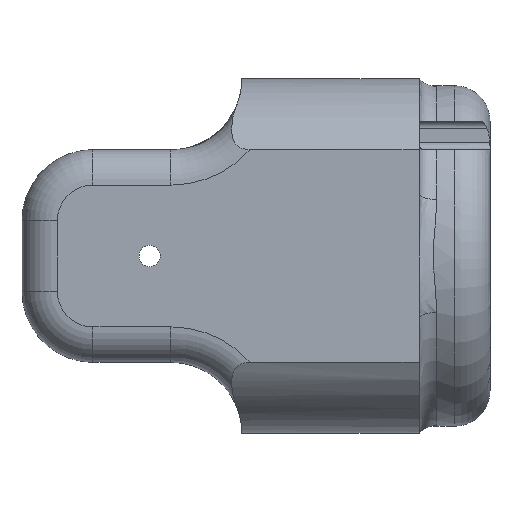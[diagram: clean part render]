
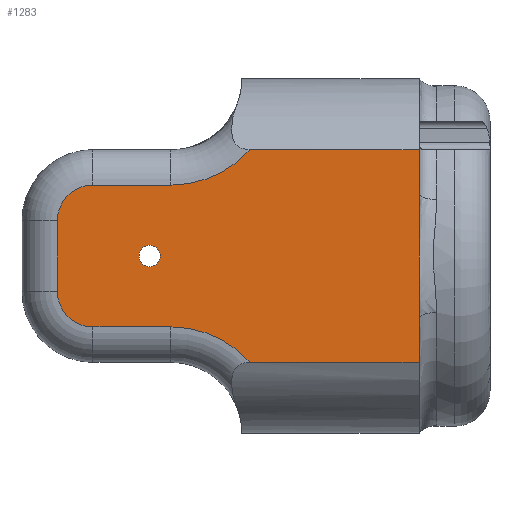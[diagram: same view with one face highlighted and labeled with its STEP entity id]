
A CAD part, front view. The second image highlights one B-rep face of the part: STEP entity #1283.
In plain terms, the highlighted planar face has unit normal (0, -1, 0).
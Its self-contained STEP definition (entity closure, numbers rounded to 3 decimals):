
#1 = VERTEX_POINT ( 'NONE', #1550 ) ;
#22 = CARTESIAN_POINT ( 'NONE',  ( -23., 0., -5. ) ) ;
#24 = AXIS2_PLACEMENT_3D ( 'NONE', #2595, #3107, #2614 ) ;
#28 = ORIENTED_EDGE ( 'NONE', *, *, #2866, .T. ) ;
#92 = VERTEX_POINT ( 'NONE', #2993 ) ;
#100 = CARTESIAN_POINT ( 'NONE',  ( -18., 0., 10. ) ) ;
#134 = CARTESIAN_POINT ( 'NONE',  ( 28., 0., -15. ) ) ;
#158 = EDGE_CURVE ( 'NONE', #291, #2719, #444, .T. ) ;
#186 = DIRECTION ( 'NONE',  ( 0., 1., 0. ) ) ;
#230 = ORIENTED_EDGE ( 'NONE', *, *, #387, .T. ) ;
#238 = CARTESIAN_POINT ( 'NONE',  ( -18., 0., 5. ) ) ;
#239 = VERTEX_POINT ( 'NONE', #415 ) ;
#251 = ORIENTED_EDGE ( 'NONE', *, *, #1922, .T. ) ;
#279 = VECTOR ( 'NONE', #2000, 1000. ) ;
#291 = VERTEX_POINT ( 'NONE', #2201 ) ;
#325 = AXIS2_PLACEMENT_3D ( 'NONE', #2335, #906, #695 ) ;
#334 = DIRECTION ( 'NONE',  ( 0., 0., -1. ) ) ;
#335 = CARTESIAN_POINT ( 'NONE',  ( 28., 0., -15. ) ) ;
#370 = VECTOR ( 'NONE', #693, 1000. ) ;
#387 = EDGE_CURVE ( 'NONE', #2701, #1036, #1322, .T. ) ;
#415 = CARTESIAN_POINT ( 'NONE',  ( 28., 0., 8.789 ) ) ;
#444 = LINE ( 'NONE', #687, #2180 ) ;
#451 = CARTESIAN_POINT ( 'NONE',  ( 28., 0., 15. ) ) ;
#477 = CARTESIAN_POINT ( 'NONE',  ( 28., 0., -15. ) ) ;
#497 = DIRECTION ( 'NONE',  ( 0., 0., -1. ) ) ;
#509 = ORIENTED_EDGE ( 'NONE', *, *, #2321, .T. ) ;
#535 = EDGE_CURVE ( 'NONE', #740, #92, #2546, .T. ) ;
#567 = ORIENTED_EDGE ( 'NONE', *, *, #158, .T. ) ;
#570 = AXIS2_PLACEMENT_3D ( 'NONE', #1584, #1359, #2019 ) ;
#571 = EDGE_CURVE ( 'NONE', #740, #1278, #1190, .T. ) ;
#587 = ORIENTED_EDGE ( 'NONE', *, *, #2031, .F. ) ;
#687 = CARTESIAN_POINT ( 'NONE',  ( -23., 0., -5. ) ) ;
#693 = DIRECTION ( 'NONE',  ( 1., 0., 0. ) ) ;
#695 = DIRECTION ( 'NONE',  ( 0., 0., -1. ) ) ;
#740 = VERTEX_POINT ( 'NONE', #3032 ) ;
#754 = ORIENTED_EDGE ( 'NONE', *, *, #3144, .T. ) ;
#843 = VERTEX_POINT ( 'NONE', #887 ) ;
#887 = CARTESIAN_POINT ( 'NONE',  ( 28., 0., -15. ) ) ;
#906 = DIRECTION ( 'NONE',  ( 0., 1., 0. ) ) ;
#907 = ORIENTED_EDGE ( 'NONE', *, *, #571, .F. ) ;
#972 = CARTESIAN_POINT ( 'NONE',  ( 3., 0., 15. ) ) ;
#983 = CIRCLE ( 'NONE', #3018, 1.5 ) ;
#1036 = VERTEX_POINT ( 'NONE', #2992 ) ;
#1063 = DIRECTION ( 'NONE',  ( -1., 0., 0. ) ) ;
#1070 = EDGE_LOOP ( 'NONE', ( #509, #230, #1267, #2677, #587, #1901, #907, #1287, #28, #2276, #567, #1394 ) ) ;
#1124 = FACE_OUTER_BOUND ( 'NONE', #1070, .T. ) ;
#1145 = CARTESIAN_POINT ( 'NONE',  ( -7., 0., 25. ) ) ;
#1178 = VECTOR ( 'NONE', #2291, 1000. ) ;
#1186 = EDGE_CURVE ( 'NONE', #2152, #291, #1324, .T. ) ;
#1190 = LINE ( 'NONE', #972, #370 ) ;
#1200 = DIRECTION ( 'NONE',  ( 0., 0., -1. ) ) ;
#1267 = ORIENTED_EDGE ( 'NONE', *, *, #3066, .F. ) ;
#1278 = VERTEX_POINT ( 'NONE', #451 ) ;
#1283 = ADVANCED_FACE ( 'NONE', ( #2770, #1124 ), #3059, .T. ) ;
#1287 = ORIENTED_EDGE ( 'NONE', *, *, #535, .T. ) ;
#1322 = CIRCLE ( 'NONE', #1627, 15. ) ;
#1324 = CIRCLE ( 'NONE', #3111, 5. ) ;
#1331 = CIRCLE ( 'NONE', #325, 1.5 ) ;
#1340 = LINE ( 'NONE', #2307, #279 ) ;
#1354 = EDGE_CURVE ( 'NONE', #1, #843, #2299, .T. ) ;
#1359 = DIRECTION ( 'NONE',  ( 0., -1., 0. ) ) ;
#1394 = ORIENTED_EDGE ( 'NONE', *, *, #2103, .T. ) ;
#1414 = EDGE_CURVE ( 'NONE', #1278, #239, #2606, .T. ) ;
#1418 = DIRECTION ( 'NONE',  ( 0., 0., -1. ) ) ;
#1550 = CARTESIAN_POINT ( 'NONE',  ( 28., 0., -8.789 ) ) ;
#1584 = CARTESIAN_POINT ( 'NONE',  ( 0., 0., 0. ) ) ;
#1589 = VECTOR ( 'NONE', #2222, 1000. ) ;
#1627 = AXIS2_PLACEMENT_3D ( 'NONE', #3081, #186, #2791 ) ;
#1685 = VECTOR ( 'NONE', #2799, 1000. ) ;
#1742 = CIRCLE ( 'NONE', #24, 5. ) ;
#1759 = EDGE_LOOP ( 'NONE', ( #754, #251 ) ) ;
#1840 = VECTOR ( 'NONE', #1063, 1000. ) ;
#1901 = ORIENTED_EDGE ( 'NONE', *, *, #1414, .F. ) ;
#1922 = EDGE_CURVE ( 'NONE', #3121, #3141, #983, .T. ) ;
#2000 = DIRECTION ( 'NONE',  ( 0., 0., -1. ) ) ;
#2019 = DIRECTION ( 'NONE',  ( 0., 0., -1. ) ) ;
#2031 = EDGE_CURVE ( 'NONE', #239, #1, #1340, .T. ) ;
#2087 = VECTOR ( 'NONE', #1200, 1000. ) ;
#2103 = EDGE_CURVE ( 'NONE', #2719, #2739, #1742, .T. ) ;
#2126 = DIRECTION ( 'NONE',  ( 0., -1., 0. ) ) ;
#2148 = DIRECTION ( 'NONE',  ( 0., 0., -1. ) ) ;
#2152 = VERTEX_POINT ( 'NONE', #2871 ) ;
#2180 = VECTOR ( 'NONE', #1418, 1000. ) ;
#2201 = CARTESIAN_POINT ( 'NONE',  ( -23., 0., 5. ) ) ;
#2222 = DIRECTION ( 'NONE',  ( 1., 0., 0. ) ) ;
#2276 = ORIENTED_EDGE ( 'NONE', *, *, #1186, .T. ) ;
#2291 = DIRECTION ( 'NONE',  ( -1., 0., 0. ) ) ;
#2299 = LINE ( 'NONE', #134, #1685 ) ;
#2307 = CARTESIAN_POINT ( 'NONE',  ( 28., 0., -15. ) ) ;
#2321 = EDGE_CURVE ( 'NONE', #2739, #2701, #2885, .T. ) ;
#2335 = CARTESIAN_POINT ( 'NONE',  ( -10., 0., 0. ) ) ;
#2425 = CARTESIAN_POINT ( 'NONE',  ( -7., 0., -10. ) ) ;
#2440 = AXIS2_PLACEMENT_3D ( 'NONE', #1145, #2626, #497 ) ;
#2497 = CARTESIAN_POINT ( 'NONE',  ( -7., 0., -10. ) ) ;
#2502 = DIRECTION ( 'NONE',  ( 0., 1., 0. ) ) ;
#2546 = CIRCLE ( 'NONE', #2440, 15. ) ;
#2569 = CARTESIAN_POINT ( 'NONE',  ( -10., 0., -1.5 ) ) ;
#2595 = CARTESIAN_POINT ( 'NONE',  ( -18., 0., -5. ) ) ;
#2606 = LINE ( 'NONE', #477, #2087 ) ;
#2614 = DIRECTION ( 'NONE',  ( 0., 0., -1. ) ) ;
#2626 = DIRECTION ( 'NONE',  ( 0., 1., 0. ) ) ;
#2677 = ORIENTED_EDGE ( 'NONE', *, *, #1354, .F. ) ;
#2701 = VERTEX_POINT ( 'NONE', #2425 ) ;
#2719 = VERTEX_POINT ( 'NONE', #22 ) ;
#2731 = CARTESIAN_POINT ( 'NONE',  ( -10., 0., 0. ) ) ;
#2739 = VERTEX_POINT ( 'NONE', #2933 ) ;
#2752 = LINE ( 'NONE', #100, #1840 ) ;
#2763 = LINE ( 'NONE', #335, #1178 ) ;
#2770 = FACE_BOUND ( 'NONE', #1759, .T. ) ;
#2791 = DIRECTION ( 'NONE',  ( 0., 0., -1. ) ) ;
#2799 = DIRECTION ( 'NONE',  ( 0., 0., -1. ) ) ;
#2828 = CARTESIAN_POINT ( 'NONE',  ( -10., 0., 1.5 ) ) ;
#2866 = EDGE_CURVE ( 'NONE', #92, #2152, #2752, .T. ) ;
#2871 = CARTESIAN_POINT ( 'NONE',  ( -18., 0., 10. ) ) ;
#2885 = LINE ( 'NONE', #2497, #1589 ) ;
#2933 = CARTESIAN_POINT ( 'NONE',  ( -18., 0., -10. ) ) ;
#2992 = CARTESIAN_POINT ( 'NONE',  ( 4.18, 0., -15. ) ) ;
#2993 = CARTESIAN_POINT ( 'NONE',  ( -7., 0., 10. ) ) ;
#3018 = AXIS2_PLACEMENT_3D ( 'NONE', #2731, #2502, #334 ) ;
#3032 = CARTESIAN_POINT ( 'NONE',  ( 4.18, 0., 15. ) ) ;
#3059 = PLANE ( 'NONE',  #570 ) ;
#3066 = EDGE_CURVE ( 'NONE', #843, #1036, #2763, .T. ) ;
#3081 = CARTESIAN_POINT ( 'NONE',  ( -7., 0., -25. ) ) ;
#3107 = DIRECTION ( 'NONE',  ( 0., -1., 0. ) ) ;
#3111 = AXIS2_PLACEMENT_3D ( 'NONE', #238, #2126, #2148 ) ;
#3121 = VERTEX_POINT ( 'NONE', #2569 ) ;
#3141 = VERTEX_POINT ( 'NONE', #2828 ) ;
#3144 = EDGE_CURVE ( 'NONE', #3141, #3121, #1331, .T. ) ;
